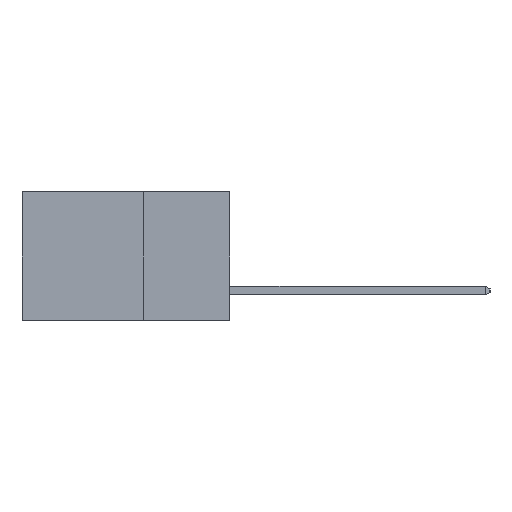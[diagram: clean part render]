
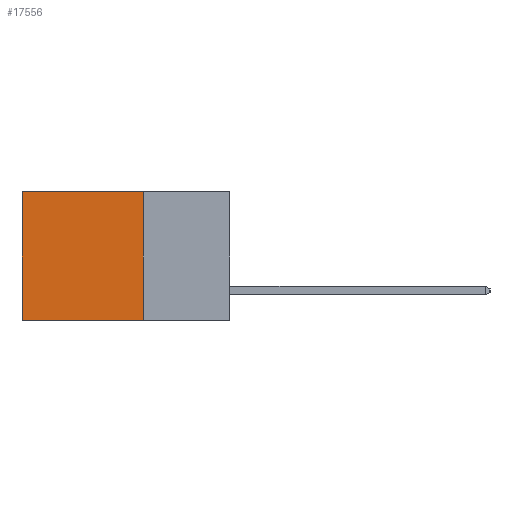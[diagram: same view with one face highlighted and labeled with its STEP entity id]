
A CAD part, left-side view. The second image highlights one B-rep face of the part: STEP entity #17556.
In plain terms, the highlighted planar face has unit normal (-1, 0, 0).
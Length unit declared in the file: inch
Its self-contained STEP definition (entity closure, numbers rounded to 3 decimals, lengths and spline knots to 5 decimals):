
#562 = VERTEX_POINT ( 'NONE', #1087 ) ;
#1087 = CARTESIAN_POINT ( 'NONE',  ( 0.2615, 0.25, 0. ) ) ;
#1497 = CARTESIAN_POINT ( 'NONE',  ( 0.2615, 0.6, 0. ) ) ;
#1650 = CARTESIAN_POINT ( 'NONE',  ( 0.2615, 0.25, -0.37 ) ) ;
#1959 = ORIENTED_EDGE ( 'NONE', *, *, #17834, .T. ) ;
#2648 = CARTESIAN_POINT ( 'NONE',  ( 0.2615, 0.6, -0.37 ) ) ;
#3531 = FACE_OUTER_BOUND ( 'NONE', #14890, .T. ) ;
#4234 = PLANE ( 'NONE',  #11690 ) ;
#4727 = EDGE_CURVE ( 'NONE', #562, #6510, #12929, .T. ) ;
#5616 = ORIENTED_EDGE ( 'NONE', *, *, #4727, .T. ) ;
#5703 = CARTESIAN_POINT ( 'NONE',  ( 0.2615, 0.25, -0.37 ) ) ;
#6510 = VERTEX_POINT ( 'NONE', #1497 ) ;
#6925 = VECTOR ( 'NONE', #12977, 39.37008 ) ;
#7113 = LINE ( 'NONE', #8767, #6925 ) ;
#7195 = DIRECTION ( 'NONE',  ( 1., 0., 0. ) ) ;
#7548 = DIRECTION ( 'NONE',  ( 0., 0., -1. ) ) ;
#8221 = CARTESIAN_POINT ( 'NONE',  ( 0.2615, 0.6, -0.37 ) ) ;
#8767 = CARTESIAN_POINT ( 'NONE',  ( 0.2615, 0.25, -0.37 ) ) ;
#9254 = LINE ( 'NONE', #8221, #12529 ) ;
#9344 = ORIENTED_EDGE ( 'NONE', *, *, #11997, .F. ) ;
#9864 = EDGE_CURVE ( 'NONE', #562, #17923, #14250, .T. ) ;
#10583 = VECTOR ( 'NONE', #7548, 39.37008 ) ;
#11690 = AXIS2_PLACEMENT_3D ( 'NONE', #5703, #7195, #16918 ) ;
#11997 = EDGE_CURVE ( 'NONE', #17923, #16927, #7113, .T. ) ;
#12503 = VECTOR ( 'NONE', #16748, 39.37008 ) ;
#12529 = VECTOR ( 'NONE', #16526, 39.37008 ) ;
#12591 = CARTESIAN_POINT ( 'NONE',  ( 0.2615, 0.25, -0.37 ) ) ;
#12929 = LINE ( 'NONE', #14876, #12503 ) ;
#12977 = DIRECTION ( 'NONE',  ( 0., 1., 0. ) ) ;
#14250 = LINE ( 'NONE', #1650, #10583 ) ;
#14876 = CARTESIAN_POINT ( 'NONE',  ( 0.2615, 0.25, 0. ) ) ;
#14890 = EDGE_LOOP ( 'NONE', ( #1959, #9344, #18199, #5616 ) ) ;
#16526 = DIRECTION ( 'NONE',  ( 0., 0., -1. ) ) ;
#16748 = DIRECTION ( 'NONE',  ( 0., 1., 0. ) ) ;
#16918 = DIRECTION ( 'NONE',  ( 0., 0., -1. ) ) ;
#16927 = VERTEX_POINT ( 'NONE', #2648 ) ;
#17556 = ADVANCED_FACE ( 'NONE', ( #3531 ), #4234, .F. ) ;
#17834 = EDGE_CURVE ( 'NONE', #6510, #16927, #9254, .T. ) ;
#17923 = VERTEX_POINT ( 'NONE', #12591 ) ;
#18199 = ORIENTED_EDGE ( 'NONE', *, *, #9864, .F. ) ;
